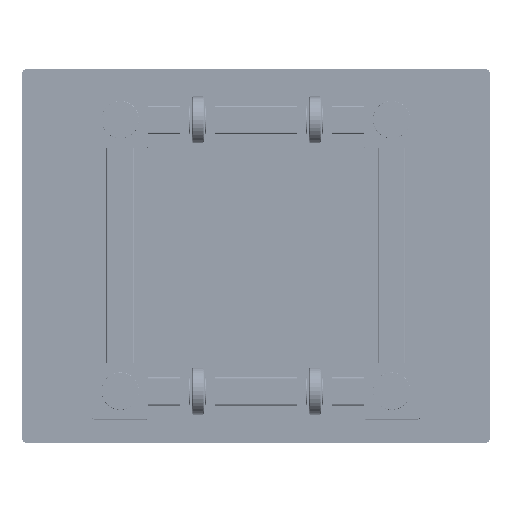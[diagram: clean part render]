
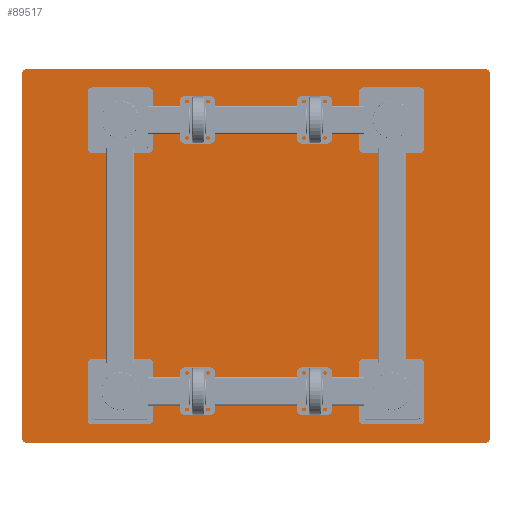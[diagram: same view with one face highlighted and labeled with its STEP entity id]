
A CAD part, top view. The second image highlights one B-rep face of the part: STEP entity #89517.
In plain terms, the highlighted planar face has unit normal (0, 0, 1).
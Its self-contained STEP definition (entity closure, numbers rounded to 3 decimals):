
#5099 = DIRECTION ( 'NONE',  ( 0., 1., 0. ) ) ;
#7161 = CARTESIAN_POINT ( 'NONE',  ( -1227.358, 786.924, -361.5 ) ) ;
#7279 = CARTESIAN_POINT ( 'NONE',  ( -227.358, 786.924, -361.5 ) ) ;
#10343 = DIRECTION ( 'NONE',  ( 0., 0., 1. ) ) ;
#14418 = CIRCLE ( 'NONE', #122092, 11. ) ;
#19930 = VERTEX_POINT ( 'NONE', #89500 ) ;
#19956 = DIRECTION ( 'NONE',  ( 1., 0., 0. ) ) ;
#23923 = VERTEX_POINT ( 'NONE', #100748 ) ;
#24323 = ORIENTED_EDGE ( 'NONE', *, *, #81799, .T. ) ;
#25719 = VERTEX_POINT ( 'NONE', #134582 ) ;
#27296 = AXIS2_PLACEMENT_3D ( 'NONE', #179390, #134872, #59647 ) ;
#27561 = EDGE_CURVE ( 'NONE', #185580, #124390, #126347, .T. ) ;
#29722 = EDGE_CURVE ( 'NONE', #151303, #126394, #155586, .T. ) ;
#33472 = AXIS2_PLACEMENT_3D ( 'NONE', #98103, #189823, #99961 ) ;
#37373 = FACE_OUTER_BOUND ( 'NONE', #108924, .T. ) ;
#42065 = DIRECTION ( 'NONE',  ( 0., 1., 0. ) ) ;
#42760 = EDGE_CURVE ( 'NONE', #23923, #25719, #102974, .T. ) ;
#45524 = CARTESIAN_POINT ( 'NONE',  ( -1216.358, 8.924, -361.5 ) ) ;
#59647 = DIRECTION ( 'NONE',  ( 0., 1., 0. ) ) ;
#62351 = ORIENTED_EDGE ( 'NONE', *, *, #42760, .T. ) ;
#63774 = DIRECTION ( 'NONE',  ( 0., 1., 0. ) ) ;
#68671 = ORIENTED_EDGE ( 'NONE', *, *, #27561, .T. ) ;
#69667 = ORIENTED_EDGE ( 'NONE', *, *, #105605, .T. ) ;
#77403 = CARTESIAN_POINT ( 'NONE',  ( -1227.358, 8.924, -361.5 ) ) ;
#81799 = EDGE_CURVE ( 'NONE', #25719, #185580, #156844, .T. ) ;
#83853 = VECTOR ( 'NONE', #5099, 1000. ) ;
#89500 = CARTESIAN_POINT ( 'NONE',  ( -1216.358, -2.076, -361.5 ) ) ;
#89517 = ADVANCED_FACE ( 'NONE', ( #37373 ), #184089, .T. ) ;
#91725 = DIRECTION ( 'NONE',  ( 0., 0., 1. ) ) ;
#98103 = CARTESIAN_POINT ( 'NONE',  ( -238.358, 786.924, -361.5 ) ) ;
#98948 = CARTESIAN_POINT ( 'NONE',  ( -227.358, 8.924, -361.5 ) ) ;
#99880 = CARTESIAN_POINT ( 'NONE',  ( -238.358, 786.924, -361.5 ) ) ;
#99961 = DIRECTION ( 'NONE',  ( 0., 1., 0. ) ) ;
#100748 = CARTESIAN_POINT ( 'NONE',  ( -238.358, 797.924, -361.5 ) ) ;
#102974 = LINE ( 'NONE', #105868, #126376 ) ;
#105605 = EDGE_CURVE ( 'NONE', #124390, #19930, #165921, .T. ) ;
#105868 = CARTESIAN_POINT ( 'NONE',  ( -238.358, 797.924, -361.5 ) ) ;
#108924 = EDGE_LOOP ( 'NONE', ( #62351, #24323, #68671, #69667, #182490, #143753, #174355, #145305 ) ) ;
#109762 = AXIS2_PLACEMENT_3D ( 'NONE', #99880, #185036, #185956 ) ;
#120168 = LINE ( 'NONE', #179162, #175654 ) ;
#122092 = AXIS2_PLACEMENT_3D ( 'NONE', #174303, #10343, #42065 ) ;
#123947 = VERTEX_POINT ( 'NONE', #165115 ) ;
#124390 = VERTEX_POINT ( 'NONE', #77403 ) ;
#125705 = AXIS2_PLACEMENT_3D ( 'NONE', #45524, #91725, #63774 ) ;
#125792 = CIRCLE ( 'NONE', #33472, 11. ) ;
#126347 = LINE ( 'NONE', #128233, #147263 ) ;
#126376 = VECTOR ( 'NONE', #178381, 1000. ) ;
#126394 = VERTEX_POINT ( 'NONE', #7279 ) ;
#128233 = CARTESIAN_POINT ( 'NONE',  ( -1227.358, 786.924, -361.5 ) ) ;
#134582 = CARTESIAN_POINT ( 'NONE',  ( -1216.358, 797.924, -361.5 ) ) ;
#134872 = DIRECTION ( 'NONE',  ( 0., 0., 1. ) ) ;
#143753 = ORIENTED_EDGE ( 'NONE', *, *, #187492, .T. ) ;
#145305 = ORIENTED_EDGE ( 'NONE', *, *, #173775, .T. ) ;
#147263 = VECTOR ( 'NONE', #172736, 1000. ) ;
#151303 = VERTEX_POINT ( 'NONE', #98948 ) ;
#152706 = CARTESIAN_POINT ( 'NONE',  ( -227.358, 786.924, -361.5 ) ) ;
#155586 = LINE ( 'NONE', #152706, #83853 ) ;
#156424 = EDGE_CURVE ( 'NONE', #19930, #123947, #120168, .T. ) ;
#156844 = CIRCLE ( 'NONE', #27296, 11. ) ;
#165115 = CARTESIAN_POINT ( 'NONE',  ( -238.358, -2.076, -361.5 ) ) ;
#165921 = CIRCLE ( 'NONE', #125705, 11. ) ;
#172736 = DIRECTION ( 'NONE',  ( 0., -1., 0. ) ) ;
#173775 = EDGE_CURVE ( 'NONE', #126394, #23923, #125792, .T. ) ;
#174303 = CARTESIAN_POINT ( 'NONE',  ( -238.358, 8.924, -361.5 ) ) ;
#174355 = ORIENTED_EDGE ( 'NONE', *, *, #29722, .T. ) ;
#175654 = VECTOR ( 'NONE', #19956, 1000. ) ;
#178381 = DIRECTION ( 'NONE',  ( -1., 0., 0. ) ) ;
#179162 = CARTESIAN_POINT ( 'NONE',  ( -238.358, -2.076, -361.5 ) ) ;
#179390 = CARTESIAN_POINT ( 'NONE',  ( -1216.358, 786.924, -361.5 ) ) ;
#182490 = ORIENTED_EDGE ( 'NONE', *, *, #156424, .T. ) ;
#184089 = PLANE ( 'NONE',  #109762 ) ;
#185036 = DIRECTION ( 'NONE',  ( 0., 0., 1. ) ) ;
#185580 = VERTEX_POINT ( 'NONE', #7161 ) ;
#185956 = DIRECTION ( 'NONE',  ( 0., -1., 0. ) ) ;
#187492 = EDGE_CURVE ( 'NONE', #123947, #151303, #14418, .T. ) ;
#189823 = DIRECTION ( 'NONE',  ( 0., 0., 1. ) ) ;
